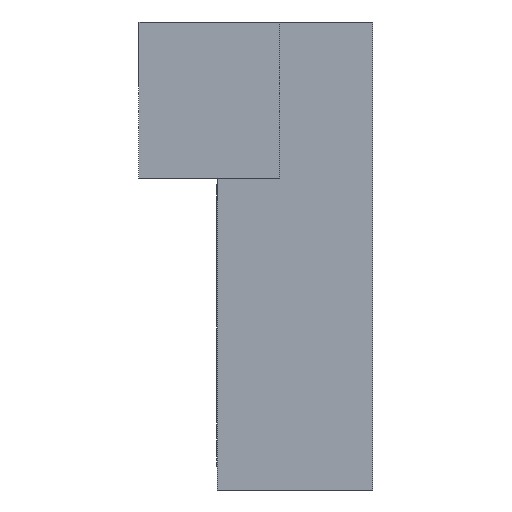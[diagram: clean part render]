
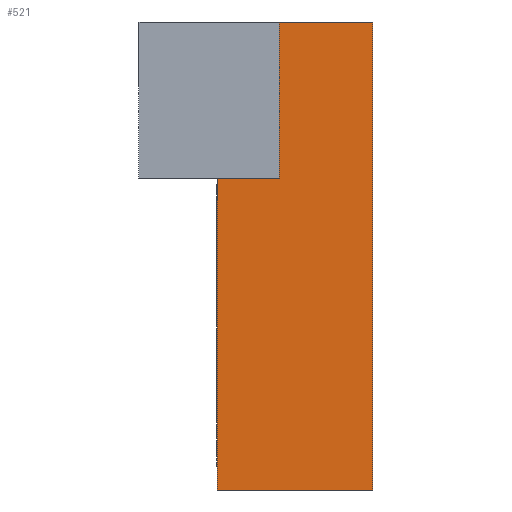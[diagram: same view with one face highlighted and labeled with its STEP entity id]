
A CAD part, left-side view. The second image highlights one B-rep face of the part: STEP entity #521.
In plain terms, the highlighted planar face has unit normal (-1, 0, 0).
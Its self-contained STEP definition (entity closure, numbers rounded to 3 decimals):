
#27=LINE('',#768,#89);
#37=LINE('',#787,#99);
#40=LINE('',#793,#102);
#62=LINE('',#837,#124);
#72=LINE('',#858,#134);
#73=LINE('',#859,#135);
#89=VECTOR('',#633,10.);
#99=VECTOR('',#645,10.);
#102=VECTOR('',#650,10.);
#124=VECTOR('',#688,10.);
#134=VECTOR('',#708,10.);
#135=VECTOR('',#709,10.);
#170=FACE_OUTER_BOUND('',#202,.T.);
#202=EDGE_LOOP('',(#442,#443,#444,#445,#446,#447));
#231=VERTEX_POINT('',#765);
#232=VERTEX_POINT('',#767);
#240=VERTEX_POINT('',#785);
#242=VERTEX_POINT('',#791);
#256=VERTEX_POINT('',#835);
#262=VERTEX_POINT('',#857);
#284=EDGE_CURVE('',#231,#232,#27,.T.);
#294=EDGE_CURVE('',#231,#240,#37,.T.);
#297=EDGE_CURVE('',#242,#240,#40,.T.);
#319=EDGE_CURVE('',#256,#242,#62,.T.);
#329=EDGE_CURVE('',#262,#256,#72,.T.);
#330=EDGE_CURVE('',#262,#232,#73,.T.);
#442=ORIENTED_EDGE('',*,*,#329,.F.);
#443=ORIENTED_EDGE('',*,*,#330,.T.);
#444=ORIENTED_EDGE('',*,*,#284,.F.);
#445=ORIENTED_EDGE('',*,*,#294,.T.);
#446=ORIENTED_EDGE('',*,*,#297,.F.);
#447=ORIENTED_EDGE('',*,*,#319,.F.);
#494=PLANE('',#580);
#521=ADVANCED_FACE('',(#170),#494,.F.);
#580=AXIS2_PLACEMENT_3D('',#856,#706,#707);
#633=DIRECTION('',(0.,-1.,0.));
#645=DIRECTION('',(0.,0.,-1.));
#650=DIRECTION('',(0.,1.,0.));
#688=DIRECTION('',(0.,0.,-1.));
#706=DIRECTION('center_axis',(1.,0.,0.));
#707=DIRECTION('ref_axis',(0.,-1.,0.));
#708=DIRECTION('',(0.,-1.,0.));
#709=DIRECTION('',(0.,0.,-1.));
#765=CARTESIAN_POINT('',(-9.,5.,0.));
#767=CARTESIAN_POINT('',(-9.,-3.,0.));
#768=CARTESIAN_POINT('',(-9.,-7.5,0.));
#785=CARTESIAN_POINT('',(-9.,5.,-40.));
#787=CARTESIAN_POINT('',(-9.,5.,0.));
#791=CARTESIAN_POINT('',(-9.,-15.,-40.));
#793=CARTESIAN_POINT('',(-9.,-15.,-40.));
#835=CARTESIAN_POINT('',(-9.,-15.,20.));
#837=CARTESIAN_POINT('',(-9.,-15.,0.));
#856=CARTESIAN_POINT('Origin',(-9.,-3.,20.));
#857=CARTESIAN_POINT('',(-9.,-3.,20.));
#858=CARTESIAN_POINT('',(-9.,-1.5,20.));
#859=CARTESIAN_POINT('',(-9.,-3.,20.));
